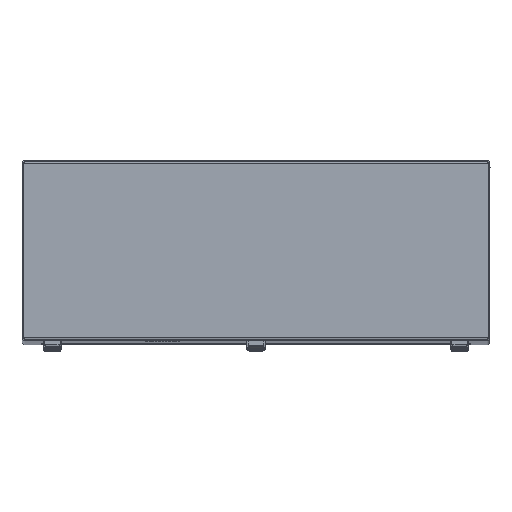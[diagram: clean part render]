
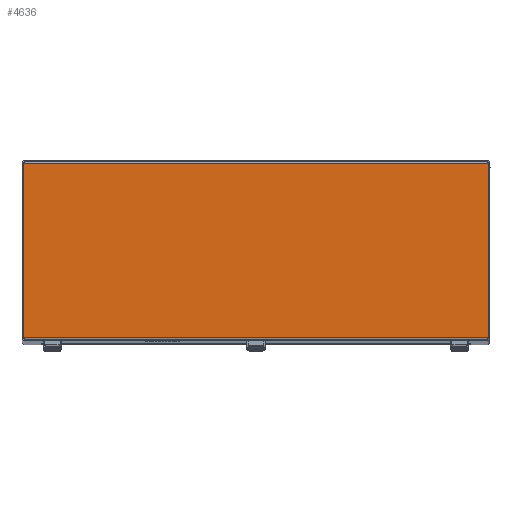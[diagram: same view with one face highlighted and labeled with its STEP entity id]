
A CAD part, top view. The second image highlights one B-rep face of the part: STEP entity #4636.
In plain terms, the highlighted planar face has unit normal (0, 0, 1).
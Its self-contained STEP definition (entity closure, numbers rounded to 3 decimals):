
#76 = CARTESIAN_POINT ( 'NONE',  ( 497., 0., 20. ) ) ;
#215 = VECTOR ( 'NONE', #12665, 1000. ) ;
#282 = CARTESIAN_POINT ( 'NONE',  ( 497., 376., 20. ) ) ;
#361 = LINE ( 'NONE', #8183, #4323 ) ;
#576 = CARTESIAN_POINT ( 'NONE',  ( 495.586, 376., 20. ) ) ;
#635 = ORIENTED_EDGE ( 'NONE', *, *, #7676, .T. ) ;
#655 = DIRECTION ( 'NONE',  ( 0., -1., 0. ) ) ;
#1096 = DIRECTION ( 'NONE',  ( -1., 0., 0. ) ) ;
#1139 = LINE ( 'NONE', #11678, #2093 ) ;
#1154 = EDGE_CURVE ( 'NONE', #14586, #9847, #8052, .T. ) ;
#1373 = ORIENTED_EDGE ( 'NONE', *, *, #1154, .T. ) ;
#1492 = CARTESIAN_POINT ( 'NONE',  ( -495.586, 376., 20. ) ) ;
#1616 = EDGE_LOOP ( 'NONE', ( #2316, #1373, #3831, #19070, #18427, #635, #19177, #14494 ) ) ;
#1850 = VERTEX_POINT ( 'NONE', #8408 ) ;
#2021 = LINE ( 'NONE', #14051, #215 ) ;
#2093 = VECTOR ( 'NONE', #13172, 1000. ) ;
#2316 = ORIENTED_EDGE ( 'NONE', *, *, #14999, .T. ) ;
#2580 = DIRECTION ( 'NONE',  ( -1., 0., 0. ) ) ;
#2788 = LINE ( 'NONE', #17765, #15124 ) ;
#3424 = EDGE_CURVE ( 'NONE', #14568, #8835, #7597, .T. ) ;
#3831 = ORIENTED_EDGE ( 'NONE', *, *, #4406, .F. ) ;
#4323 = VECTOR ( 'NONE', #655, 1000. ) ;
#4406 = EDGE_CURVE ( 'NONE', #14298, #9847, #1139, .T. ) ;
#4636 = ADVANCED_FACE ( 'NONE', ( #11636 ), #11727, .F. ) ;
#5303 = DIRECTION ( 'NONE',  ( -1., 0., 0. ) ) ;
#5810 = VERTEX_POINT ( 'NONE', #1492 ) ;
#7597 = LINE ( 'NONE', #76, #17522 ) ;
#7676 = EDGE_CURVE ( 'NONE', #8835, #17251, #11396, .T. ) ;
#8052 = LINE ( 'NONE', #13852, #16503 ) ;
#8108 = CARTESIAN_POINT ( 'NONE',  ( 497., 3., 20. ) ) ;
#8183 = CARTESIAN_POINT ( 'NONE',  ( -497., 0., 20. ) ) ;
#8408 = CARTESIAN_POINT ( 'NONE',  ( -497., 376., 20. ) ) ;
#8652 = CARTESIAN_POINT ( 'NONE',  ( 500., 376., 20. ) ) ;
#8835 = VERTEX_POINT ( 'NONE', #282 ) ;
#9676 = CARTESIAN_POINT ( 'NONE',  ( -497., 3., 20. ) ) ;
#9847 = VERTEX_POINT ( 'NONE', #16978 ) ;
#10265 = DIRECTION ( 'NONE',  ( 0., 0., -1. ) ) ;
#10893 = DIRECTION ( 'NONE',  ( 1., 0., 0. ) ) ;
#11396 = LINE ( 'NONE', #8652, #18979 ) ;
#11457 = CARTESIAN_POINT ( 'NONE',  ( -500., 3., 20. ) ) ;
#11552 = LINE ( 'NONE', #11457, #17327 ) ;
#11636 = FACE_OUTER_BOUND ( 'NONE', #1616, .T. ) ;
#11678 = CARTESIAN_POINT ( 'NONE',  ( -500., 3., 20. ) ) ;
#11727 = PLANE ( 'NONE',  #14387 ) ;
#12665 = DIRECTION ( 'NONE',  ( -1., 0., 0. ) ) ;
#13172 = DIRECTION ( 'NONE',  ( -1., 0., 0. ) ) ;
#13308 = DIRECTION ( 'NONE',  ( 0., 1., 0. ) ) ;
#13547 = EDGE_CURVE ( 'NONE', #17251, #5810, #2021, .T. ) ;
#13852 = CARTESIAN_POINT ( 'NONE',  ( 500., 3., 20. ) ) ;
#14051 = CARTESIAN_POINT ( 'NONE',  ( 500., 376., 20. ) ) ;
#14298 = VERTEX_POINT ( 'NONE', #14801 ) ;
#14387 = AXIS2_PLACEMENT_3D ( 'NONE', #17656, #10265, #2580 ) ;
#14494 = ORIENTED_EDGE ( 'NONE', *, *, #19327, .F. ) ;
#14568 = VERTEX_POINT ( 'NONE', #8108 ) ;
#14586 = VERTEX_POINT ( 'NONE', #9676 ) ;
#14801 = CARTESIAN_POINT ( 'NONE',  ( 495.586, 3., 20. ) ) ;
#14808 = DIRECTION ( 'NONE',  ( 1., 0., 0. ) ) ;
#14999 = EDGE_CURVE ( 'NONE', #1850, #14586, #361, .T. ) ;
#15124 = VECTOR ( 'NONE', #14808, 1000. ) ;
#16503 = VECTOR ( 'NONE', #10893, 1000. ) ;
#16978 = CARTESIAN_POINT ( 'NONE',  ( -495.586, 3., 20. ) ) ;
#17251 = VERTEX_POINT ( 'NONE', #576 ) ;
#17327 = VECTOR ( 'NONE', #1096, 1000. ) ;
#17522 = VECTOR ( 'NONE', #13308, 1000. ) ;
#17656 = CARTESIAN_POINT ( 'NONE',  ( 0., 0., 20. ) ) ;
#17765 = CARTESIAN_POINT ( 'NONE',  ( 500., 376., 20. ) ) ;
#18427 = ORIENTED_EDGE ( 'NONE', *, *, #3424, .T. ) ;
#18979 = VECTOR ( 'NONE', #5303, 1000. ) ;
#19070 = ORIENTED_EDGE ( 'NONE', *, *, #19356, .F. ) ;
#19177 = ORIENTED_EDGE ( 'NONE', *, *, #13547, .T. ) ;
#19327 = EDGE_CURVE ( 'NONE', #1850, #5810, #2788, .T. ) ;
#19356 = EDGE_CURVE ( 'NONE', #14568, #14298, #11552, .T. ) ;
